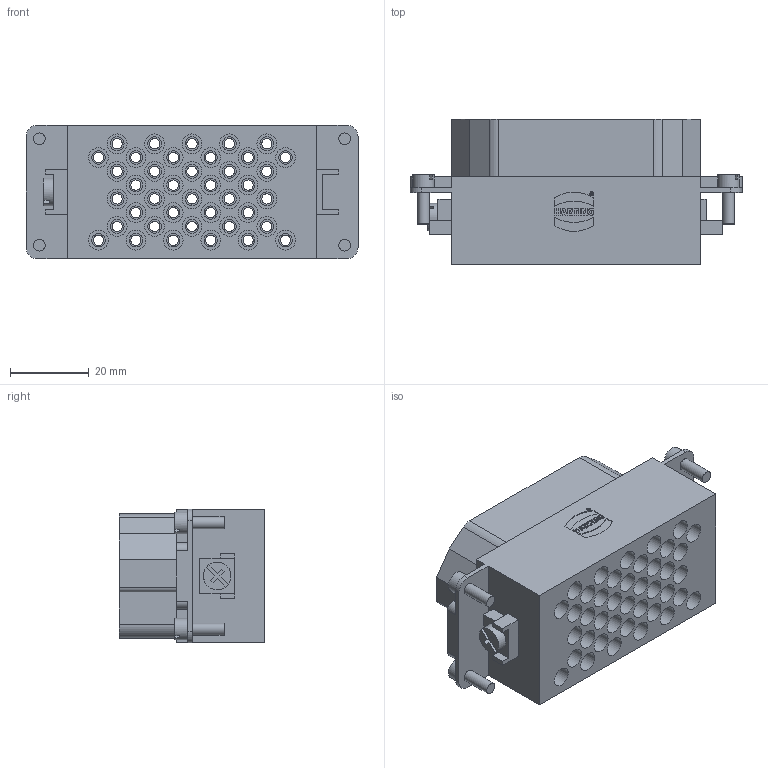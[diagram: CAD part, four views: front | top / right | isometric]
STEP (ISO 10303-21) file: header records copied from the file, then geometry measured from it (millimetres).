
FILE_DESCRIPTION(/* description */ (''),/* implementation_level */ '2;1');
FILE_NAME(/* name */ '100176385ugm000_b.stp',/* time_stamp */ '2017-10-24T08:15:10+02:00',/* author */ (''),/* organization */ (''),/* preprocessor_version */ 'ST-DEVELOPER v16',/* originating_system */ 'SIEMENS PLM Software NX 10.0',/* authorisation */ '');
FILE_SCHEMA (('AUTOMOTIVE_DESIGN { 1 0 10303 214 3 1 1 1 }'));
Length unit declared in the file: millimetre
Products named in the file (1): 100176385ugm000_b
Bounding box: 84.3 x 37 x 34 mm (x, y, z)
Volume: 51337.9 mm3; surface area: 35847.1 mm2
Topology: 1 solids, 1 shells, 847 faces, 1943 edges, 1335 vertices
Faces by surface type: plane 586, cylinder 257, bspline 4
Full cylindrical faces by diameter (mm): 0.753 x1, 0.986 x1, 2.6 x40, 3 x4, 3.4 x20, 3.5 x20, 4 x1, 4.7 x20, 4.9 x40, 5 x60, 5.5 x4, 7 x1
Entity records: 24973 total; most frequent: CARTESIAN_POINT 3950, DIRECTION 3945, ORIENTED_EDGE 3462, EDGE_CURVE 1731, AXIS2_PLACEMENT_3D 1378, EDGE_LOOP 1335, VERTEX_POINT 1294, LINE 1189
